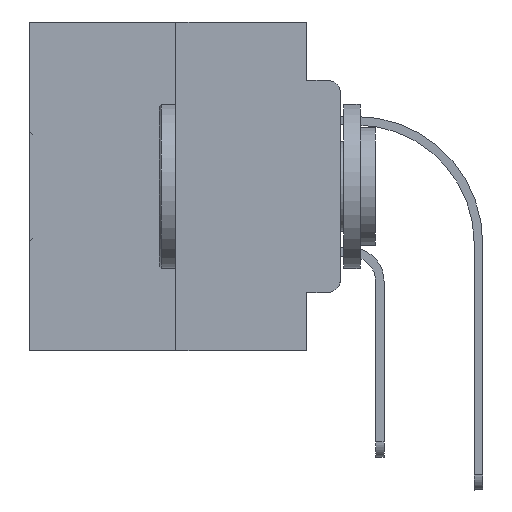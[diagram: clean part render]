
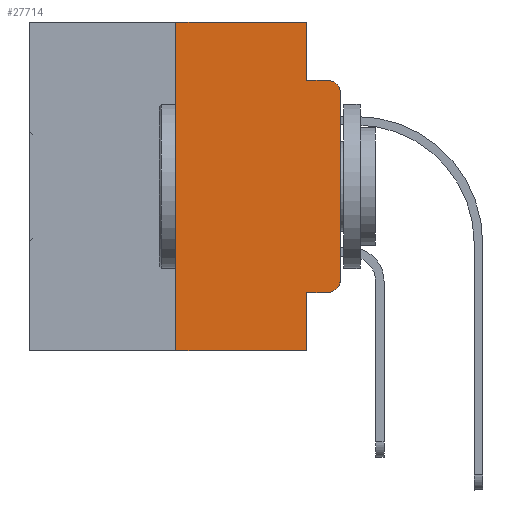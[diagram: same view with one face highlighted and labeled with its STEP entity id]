
A CAD part, left-side view. The second image highlights one B-rep face of the part: STEP entity #27714.
In plain terms, the highlighted planar face has unit normal (-1, 0, 0).
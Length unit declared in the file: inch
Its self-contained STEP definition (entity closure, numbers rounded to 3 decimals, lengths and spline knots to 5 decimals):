
#1162 = DIRECTION ( 'NONE',  ( 0., 0., 1. ) ) ;
#1343 = VERTEX_POINT ( 'NONE', #33465 ) ;
#3533 = VECTOR ( 'NONE', #7843, 39.37008 ) ;
#3671 = LINE ( 'NONE', #8667, #11428 ) ;
#4462 = VECTOR ( 'NONE', #4711, 39.37008 ) ;
#4541 = FACE_OUTER_BOUND ( 'NONE', #12290, .T. ) ;
#4711 = DIRECTION ( 'NONE',  ( 0., -1., 0. ) ) ;
#4733 = CARTESIAN_POINT ( 'NONE',  ( 0., 0.473, 0. ) ) ;
#4895 = DIRECTION ( 'NONE',  ( 0., 0., -1. ) ) ;
#5070 = PLANE ( 'NONE',  #27025 ) ;
#5145 = VERTEX_POINT ( 'NONE', #10003 ) ;
#5167 = DIRECTION ( 'NONE',  ( 0., -1., 0. ) ) ;
#5454 = DIRECTION ( 'NONE',  ( 0., 0., 1. ) ) ;
#5799 = EDGE_CURVE ( 'NONE', #6999, #16369, #33160, .T. ) ;
#6999 = VERTEX_POINT ( 'NONE', #26750 ) ;
#7209 = CARTESIAN_POINT ( 'NONE',  ( 0., 0.02, -0.1085 ) ) ;
#7767 = LINE ( 'NONE', #10286, #20029 ) ;
#7843 = DIRECTION ( 'NONE',  ( 0., -1., 0. ) ) ;
#8236 = LINE ( 'NONE', #27535, #27565 ) ;
#8667 = CARTESIAN_POINT ( 'NONE',  ( 0., 0.25, 0. ) ) ;
#9393 = DIRECTION ( 'NONE',  ( 0., -1., 0. ) ) ;
#9603 = VERTEX_POINT ( 'NONE', #10722 ) ;
#10003 = CARTESIAN_POINT ( 'NONE',  ( 0., 0.25, 0. ) ) ;
#10286 = CARTESIAN_POINT ( 'NONE',  ( 0., 0., 0. ) ) ;
#10532 = LINE ( 'NONE', #21430, #17548 ) ;
#10722 = CARTESIAN_POINT ( 'NONE',  ( 0., 0.02, -0.4115 ) ) ;
#10848 = ORIENTED_EDGE ( 'NONE', *, *, #15060, .F. ) ;
#10880 = DIRECTION ( 'NONE',  ( 0., 0., -1. ) ) ;
#11303 = VECTOR ( 'NONE', #16908, 39.37008 ) ;
#11428 = VECTOR ( 'NONE', #1162, 39.37008 ) ;
#11729 = CARTESIAN_POINT ( 'NONE',  ( 0., 0.051, -0.4115 ) ) ;
#11864 = VERTEX_POINT ( 'NONE', #21730 ) ;
#12252 = DIRECTION ( 'NONE',  ( 0., 0., -1. ) ) ;
#12290 = EDGE_LOOP ( 'NONE', ( #32426, #15965, #26628, #22565, #32063, #10848, #33282, #18867, #18841, #17086 ) ) ;
#12754 = CARTESIAN_POINT ( 'NONE',  ( 0., 0.051, -0.0885 ) ) ;
#13043 = CARTESIAN_POINT ( 'NONE',  ( 0., 0.473, 0. ) ) ;
#13811 = EDGE_CURVE ( 'NONE', #16369, #23635, #31514, .T. ) ;
#14416 = EDGE_CURVE ( 'NONE', #9603, #31022, #30762, .T. ) ;
#15060 = EDGE_CURVE ( 'NONE', #11864, #5145, #3671, .T. ) ;
#15965 = ORIENTED_EDGE ( 'NONE', *, *, #33951, .T. ) ;
#16369 = VERTEX_POINT ( 'NONE', #16902 ) ;
#16409 = DIRECTION ( 'NONE',  ( -1., 0., 0. ) ) ;
#16902 = CARTESIAN_POINT ( 'NONE',  ( 0., 0.051, -0.0885 ) ) ;
#16908 = DIRECTION ( 'NONE',  ( 0., 0., -1. ) ) ;
#16986 = DIRECTION ( 'NONE',  ( 0., 0., -1. ) ) ;
#17086 = ORIENTED_EDGE ( 'NONE', *, *, #14416, .T. ) ;
#17548 = VECTOR ( 'NONE', #5167, 39.37008 ) ;
#18841 = ORIENTED_EDGE ( 'NONE', *, *, #26187, .T. ) ;
#18867 = ORIENTED_EDGE ( 'NONE', *, *, #33304, .F. ) ;
#19082 = CARTESIAN_POINT ( 'NONE',  ( 0., 0.051, 0. ) ) ;
#20029 = VECTOR ( 'NONE', #5454, 39.37008 ) ;
#20504 = CIRCLE ( 'NONE', #29623, 0.02 ) ;
#20889 = EDGE_CURVE ( 'NONE', #5145, #6999, #27163, .T. ) ;
#21430 = CARTESIAN_POINT ( 'NONE',  ( 0., 0.473, -0.5 ) ) ;
#21709 = VERTEX_POINT ( 'NONE', #28188 ) ;
#21730 = CARTESIAN_POINT ( 'NONE',  ( 0., 0.25, -0.5 ) ) ;
#22335 = CARTESIAN_POINT ( 'NONE',  ( 0., 0., -0.1085 ) ) ;
#22565 = ORIENTED_EDGE ( 'NONE', *, *, #5799, .F. ) ;
#23313 = LINE ( 'NONE', #11729, #34566 ) ;
#23635 = VERTEX_POINT ( 'NONE', #23668 ) ;
#23668 = CARTESIAN_POINT ( 'NONE',  ( 0., 0.02, -0.0885 ) ) ;
#24029 = DIRECTION ( 'NONE',  ( 1., 0., 0. ) ) ;
#24510 = AXIS2_PLACEMENT_3D ( 'NONE', #32490, #16409, #10880 ) ;
#26187 = EDGE_CURVE ( 'NONE', #21709, #9603, #23313, .T. ) ;
#26628 = ORIENTED_EDGE ( 'NONE', *, *, #13811, .F. ) ;
#26750 = CARTESIAN_POINT ( 'NONE',  ( 0., 0.051, 0. ) ) ;
#27025 = AXIS2_PLACEMENT_3D ( 'NONE', #4733, #24029, #4895 ) ;
#27163 = LINE ( 'NONE', #13043, #3533 ) ;
#27333 = EDGE_CURVE ( 'NONE', #11864, #1343, #10532, .T. ) ;
#27535 = CARTESIAN_POINT ( 'NONE',  ( 0., 0.051, 0. ) ) ;
#27565 = VECTOR ( 'NONE', #16986, 39.37008 ) ;
#27714 = ADVANCED_FACE ( 'NONE', ( #4541 ), #5070, .F. ) ;
#28188 = CARTESIAN_POINT ( 'NONE',  ( 0., 0.051, -0.4115 ) ) ;
#29012 = DIRECTION ( 'NONE',  ( -1., 0., 0. ) ) ;
#29623 = AXIS2_PLACEMENT_3D ( 'NONE', #7209, #29012, #12252 ) ;
#30762 = CIRCLE ( 'NONE', #24510, 0.02 ) ;
#30946 = EDGE_CURVE ( 'NONE', #31022, #31489, #7767, .T. ) ;
#31022 = VERTEX_POINT ( 'NONE', #32793 ) ;
#31489 = VERTEX_POINT ( 'NONE', #22335 ) ;
#31514 = LINE ( 'NONE', #12754, #4462 ) ;
#32063 = ORIENTED_EDGE ( 'NONE', *, *, #20889, .F. ) ;
#32426 = ORIENTED_EDGE ( 'NONE', *, *, #30946, .T. ) ;
#32490 = CARTESIAN_POINT ( 'NONE',  ( 0., 0.02, -0.3915 ) ) ;
#32793 = CARTESIAN_POINT ( 'NONE',  ( 0., 0., -0.3915 ) ) ;
#33160 = LINE ( 'NONE', #19082, #11303 ) ;
#33282 = ORIENTED_EDGE ( 'NONE', *, *, #27333, .T. ) ;
#33304 = EDGE_CURVE ( 'NONE', #21709, #1343, #8236, .T. ) ;
#33465 = CARTESIAN_POINT ( 'NONE',  ( 0., 0.051, -0.5 ) ) ;
#33951 = EDGE_CURVE ( 'NONE', #31489, #23635, #20504, .T. ) ;
#34566 = VECTOR ( 'NONE', #9393, 39.37008 ) ;
